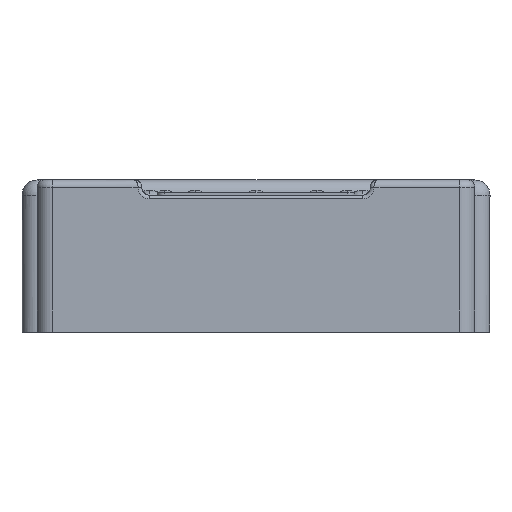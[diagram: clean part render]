
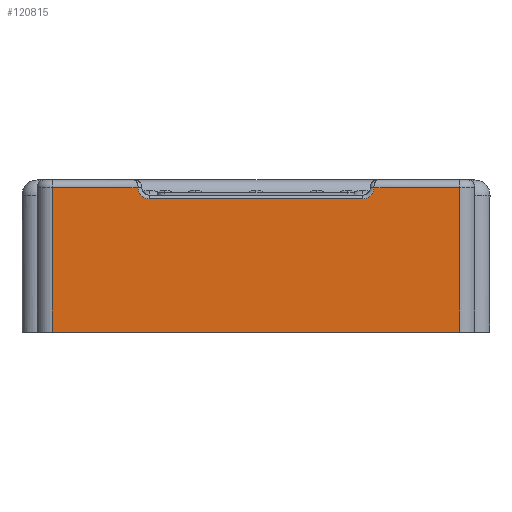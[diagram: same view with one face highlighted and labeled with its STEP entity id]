
A CAD part, front view. The second image highlights one B-rep face of the part: STEP entity #120815.
In plain terms, the highlighted face is planar.
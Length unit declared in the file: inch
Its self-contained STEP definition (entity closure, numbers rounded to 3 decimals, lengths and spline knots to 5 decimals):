
#22163 = CARTESIAN_POINT ( 'NONE',  ( -1.67267, 1.18725, 0. ) ) ;
#22174 = CARTESIAN_POINT ( 'NONE',  ( -1.67267, 0., 0. ) ) ;
#22175 = CARTESIAN_POINT ( 'NONE',  ( -0.875, 1.0935, 0. ) ) ;
#22211 = CARTESIAN_POINT ( 'NONE',  ( 0.875, 1.0935, 0. ) ) ;
#22230 = CARTESIAN_POINT ( 'NONE',  ( 0.96875, 1.18725, 0. ) ) ;
#22235 = CARTESIAN_POINT ( 'NONE',  ( 1.67267, 1.18725, 0. ) ) ;
#22242 = CARTESIAN_POINT ( 'NONE',  ( -0.96875, 1.18725, 0. ) ) ;
#22247 = CARTESIAN_POINT ( 'NONE',  ( 1.67267, 0., 0. ) ) ;
#33826 = AXIS2_PLACEMENT_3D ( 'NONE', #62768, #62771, #62773 ) ;
#33847 = AXIS2_PLACEMENT_3D ( 'NONE', #63157, #63166, #63168 ) ;
#38373 = AXIS2_PLACEMENT_3D ( 'NONE', #64344, #64357, #64358 ) ;
#62762 = CARTESIAN_POINT ( 'NONE',  ( 1.67267, 0.62488, 0. ) ) ;
#62768 = CARTESIAN_POINT ( 'NONE',  ( -0.875, 1.18725, 0. ) ) ;
#62771 = DIRECTION ( 'NONE',  ( 0., 0., -1. ) ) ;
#62773 = DIRECTION ( 'NONE',  ( 0., 1., 0. ) ) ;
#62778 = DIRECTION ( 'NONE',  ( 0., 1., 0. ) ) ;
#62783 = FACE_OUTER_BOUND ( 'NONE', #127905, .T. ) ;
#62793 = CARTESIAN_POINT ( 'NONE',  ( 0., 1.18725, 0. ) ) ;
#62796 = DIRECTION ( 'NONE',  ( -1., 0., 0. ) ) ;
#62800 = CARTESIAN_POINT ( 'NONE',  ( 0., 1.18725, 0. ) ) ;
#62802 = DIRECTION ( 'NONE',  ( -1., 0., 0. ) ) ;
#62813 = CARTESIAN_POINT ( 'NONE',  ( -1.67267, 0.62488, 0. ) ) ;
#62815 = DIRECTION ( 'NONE',  ( 0., -1., 0. ) ) ;
#62825 = CARTESIAN_POINT ( 'NONE',  ( 0., 0., 0. ) ) ;
#62827 = DIRECTION ( 'NONE',  ( 1., 0., 0. ) ) ;
#63113 = CARTESIAN_POINT ( 'NONE',  ( 0., 1.0935, 0. ) ) ;
#63116 = DIRECTION ( 'NONE',  ( -1., 0., 0. ) ) ;
#63157 = CARTESIAN_POINT ( 'NONE',  ( 0.875, 1.18725, 0. ) ) ;
#63166 = DIRECTION ( 'NONE',  ( 0., 0., 1. ) ) ;
#63168 = DIRECTION ( 'NONE',  ( -1., 0., 0. ) ) ;
#64344 = CARTESIAN_POINT ( 'NONE',  ( -1.98137, -0.06642, 0. ) ) ;
#64346 = PLANE ( 'NONE',  #38373 ) ;
#64357 = DIRECTION ( 'NONE',  ( 0., 0., 1. ) ) ;
#64358 = DIRECTION ( 'NONE',  ( 1., 0., 0. ) ) ;
#65888 = LINE ( 'NONE', #62813, #65939 ) ;
#65918 = LINE ( 'NONE', #62793, #65925 ) ;
#65921 = VECTOR ( 'NONE', #62778, 39.37008 ) ;
#65925 = VECTOR ( 'NONE', #62796, 39.37008 ) ;
#65933 = LINE ( 'NONE', #62762, #65921 ) ;
#65935 = CIRCLE ( 'NONE', #33826, 0.09375 ) ;
#65937 = LINE ( 'NONE', #62825, #65951 ) ;
#65939 = VECTOR ( 'NONE', #62815, 39.37008 ) ;
#65943 = LINE ( 'NONE', #62800, #65945 ) ;
#65945 = VECTOR ( 'NONE', #62802, 39.37008 ) ;
#65951 = VECTOR ( 'NONE', #62827, 39.37008 ) ;
#66022 = VECTOR ( 'NONE', #63116, 39.37008 ) ;
#66025 = LINE ( 'NONE', #63113, #66022 ) ;
#66055 = CIRCLE ( 'NONE', #33847, 0.09375 ) ;
#104838 = VERTEX_POINT ( 'NONE', #22163 ) ;
#104849 = VERTEX_POINT ( 'NONE', #22174 ) ;
#104850 = VERTEX_POINT ( 'NONE', #22175 ) ;
#104886 = VERTEX_POINT ( 'NONE', #22211 ) ;
#104905 = VERTEX_POINT ( 'NONE', #22230 ) ;
#104910 = VERTEX_POINT ( 'NONE', #22235 ) ;
#104917 = VERTEX_POINT ( 'NONE', #22242 ) ;
#104922 = VERTEX_POINT ( 'NONE', #22247 ) ;
#114010 = ORIENTED_EDGE ( 'NONE', *, *, #132836, .T. ) ;
#114012 = ORIENTED_EDGE ( 'NONE', *, *, #132842, .T. ) ;
#114013 = ORIENTED_EDGE ( 'NONE', *, *, #132924, .F. ) ;
#114015 = ORIENTED_EDGE ( 'NONE', *, *, #132907, .T. ) ;
#114017 = ORIENTED_EDGE ( 'NONE', *, *, #132834, .T. ) ;
#114020 = ORIENTED_EDGE ( 'NONE', *, *, #132841, .T. ) ;
#114022 = ORIENTED_EDGE ( 'NONE', *, *, #132846, .T. ) ;
#114024 = ORIENTED_EDGE ( 'NONE', *, *, #132851, .T. ) ;
#120815 = ADVANCED_FACE ( 'NONE', ( #62783 ), #64346, .T. ) ;
#127905 = EDGE_LOOP ( 'NONE', ( #114010, #114012, #114013, #114015, #114017, #114020, #114022, #114024 ) ) ;
#132834 = EDGE_CURVE ( 'NONE', #104850, #104917, #65935, .T. ) ;
#132836 = EDGE_CURVE ( 'NONE', #104922, #104910, #65933, .T. ) ;
#132841 = EDGE_CURVE ( 'NONE', #104917, #104838, #65918, .T. ) ;
#132842 = EDGE_CURVE ( 'NONE', #104910, #104905, #65943, .T. ) ;
#132846 = EDGE_CURVE ( 'NONE', #104838, #104849, #65888, .T. ) ;
#132851 = EDGE_CURVE ( 'NONE', #104849, #104922, #65937, .T. ) ;
#132907 = EDGE_CURVE ( 'NONE', #104886, #104850, #66025, .T. ) ;
#132924 = EDGE_CURVE ( 'NONE', #104886, #104905, #66055, .T. ) ;
